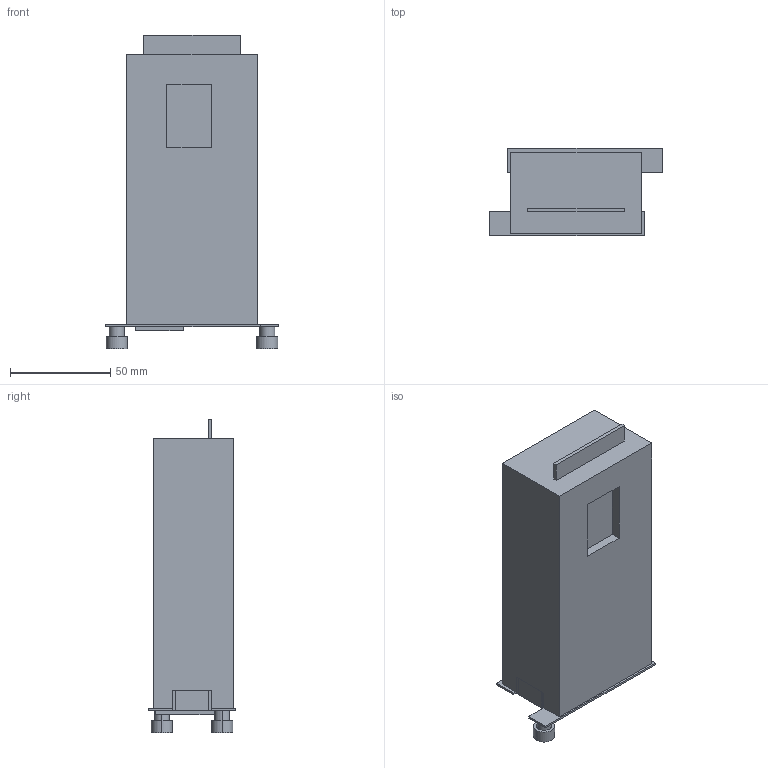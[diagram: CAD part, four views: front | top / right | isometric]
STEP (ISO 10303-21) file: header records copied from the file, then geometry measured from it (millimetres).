
FILE_DESCRIPTION (( 'STEP AP203' ), '1' );
FILE_NAME ('PM160-22012.STEP', '2022-10-03T06:05:50', ( '' ), ( '' ), 'SwSTEP 2.0', 'SolidWorks 2021', '' );
FILE_SCHEMA (( 'CONFIG_CONTROL_DESIGN' ));
Length unit declared in the file: millimetre
Products named in the file (1): PM160-22012
Bounding box: 86 x 43.5 x 156.1 mm (x, y, z)
Volume: 354512.5 mm3; surface area: 37480.6 mm2
Topology: 1 solids, 1 shells, 66 faces, 168 edges, 112 vertices
Faces by surface type: plane 56, cylinder 10
Entity records: 2049 total; most frequent: CARTESIAN_POINT 347, ORIENTED_EDGE 336, DIRECTION 322, EDGE_CURVE 168, LINE 148, VECTOR 148, VERTEX_POINT 112, AXIS2_PLACEMENT_3D 87
